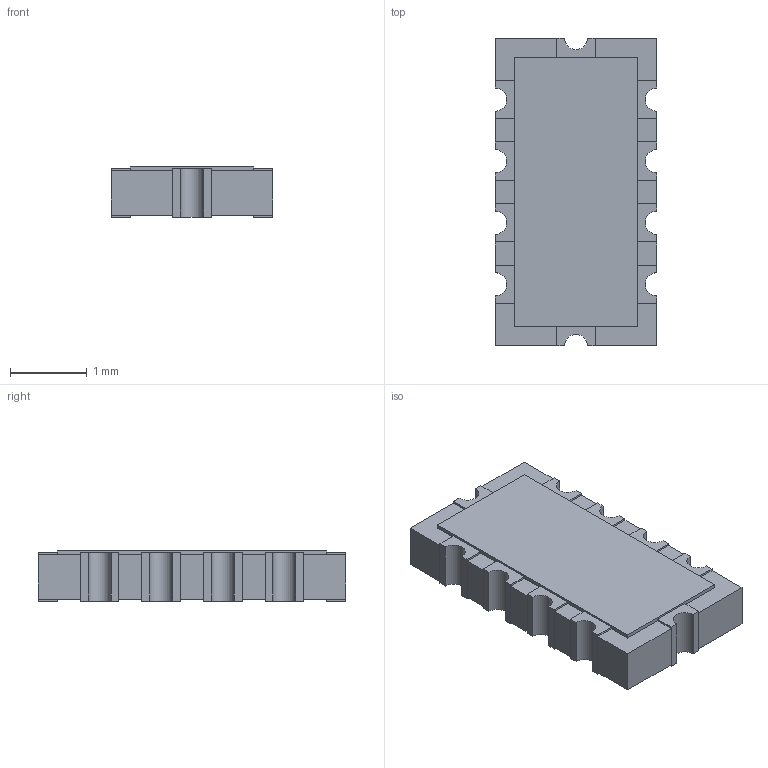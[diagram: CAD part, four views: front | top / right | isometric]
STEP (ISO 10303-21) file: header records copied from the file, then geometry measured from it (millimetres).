
FILE_DESCRIPTION((''),'2;1');
FILE_NAME('RN_PANASONIC_EXBE.stp','2012-10-24T10:02:04',(''),(''),'Mechanical Desktop 2011','Mechanical Desktop 2011',', , ');
FILE_SCHEMA(('AUTOMOTIVE_DESIGN { 1 2 10303 214 1 1 1 1 }'));
Length unit declared in the file: millimetre
Products named in the file (1): Product
Bounding box: 2.1 x 4 x 0.65 mm (x, y, z)
Volume: 5 mm3; surface area: 48.1 mm2
Topology: 12 solids, 12 shells, 132 faces, 324 edges, 216 vertices
Faces by surface type: bspline 71, plane 56, cylinder 5
Entity records: 3941 total; most frequent: CARTESIAN_POINT 956, ORIENTED_EDGE 648, DIRECTION 468, EDGE_CURVE 324, VECTOR 304, LINE 304, VERTEX_POINT 216, EDGE_LOOP 132
